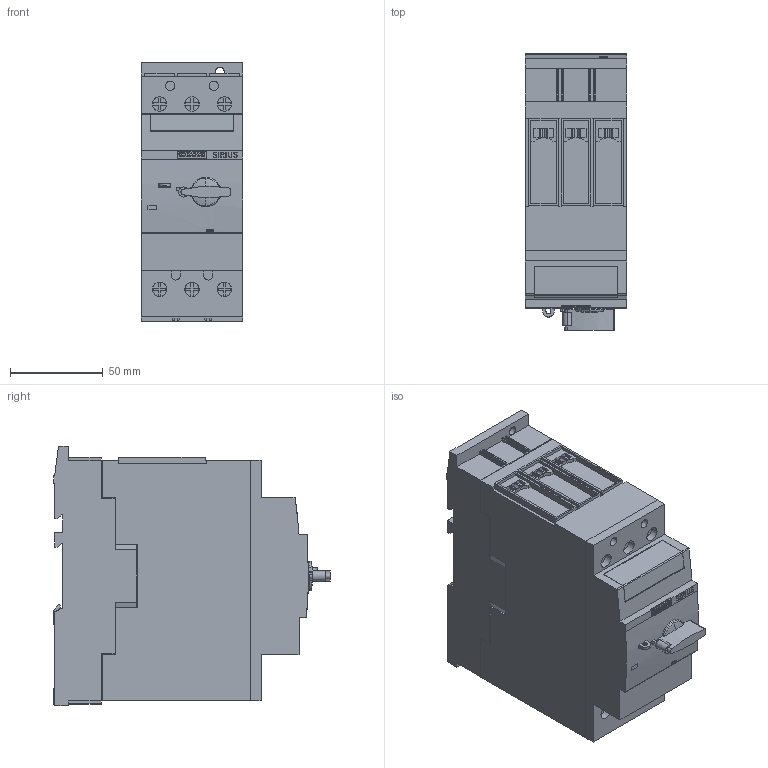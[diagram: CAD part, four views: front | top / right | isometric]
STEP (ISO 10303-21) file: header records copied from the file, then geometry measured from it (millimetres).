
FILE_DESCRIPTION(('no description'),'unknown implementation level');
FILE_NAME('3RV2332-4BC10_3D_v.stp',' ',('SIEMENS A&D'),('CADClick - KiM GmbH - www.kimweb.de'),'unknown preprocess','ACIS','unknown authorization');
FILE_SCHEMA(('automotive_design'));
Length unit declared in the file: millimetre
Products named in the file (1): 1
Bounding box: 54.8 x 149.3 x 140 mm (x, y, z)
Volume: 883484 mm3; surface area: 75281 mm2
Topology: 1 solids, 7 shells, 906 faces, 2503 edges, 1647 vertices
Faces by surface type: plane 708, cylinder 174, cone 12, torus 8, sphere 4
Entity records: 56892 total; most frequent: CARTESIAN_POINT 5264, STYLED_ITEM 5053, PRESENTATION_STYLE_ASSIGNMENT 5053, COLOUR_RGB 5053, ORIENTED_EDGE 4998, DIRECTION 4826, EDGE_CURVE 2499, CURVE_STYLE 2499
